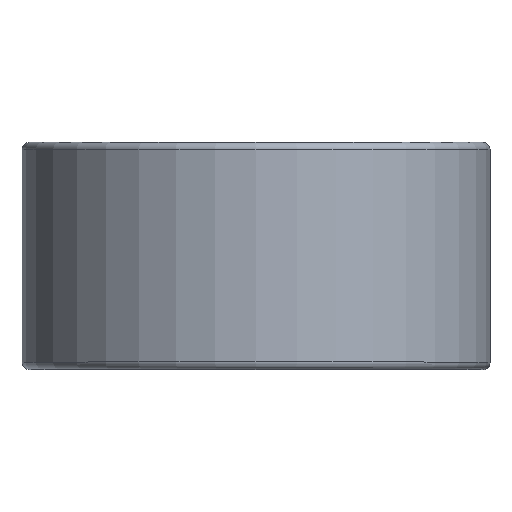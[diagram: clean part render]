
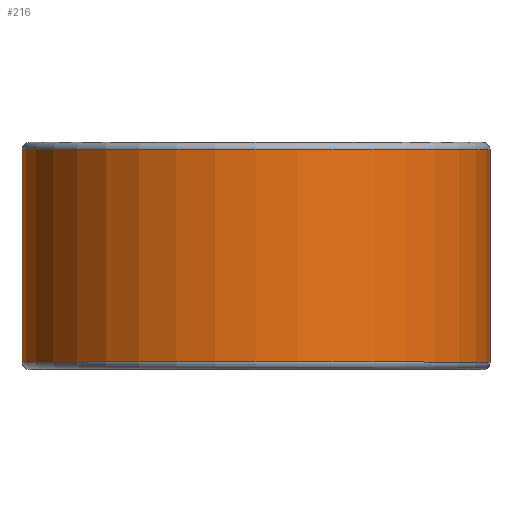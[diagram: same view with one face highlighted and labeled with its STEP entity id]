
A CAD part, top view. The second image highlights one B-rep face of the part: STEP entity #216.
In plain terms, the highlighted cylindrical face has radius 24.536 mm (diameter 49.073 mm), a partial arc.
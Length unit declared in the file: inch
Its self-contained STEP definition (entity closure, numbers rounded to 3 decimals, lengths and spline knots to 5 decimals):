
#90 = FACE_OUTER_BOUND ( 'NONE', #1617, .T. ) ;
#197 = CARTESIAN_POINT ( 'NONE',  ( 0.966, 0.43875, 0. ) ) ;
#216 = ADVANCED_FACE ( 'NONE', ( #90 ), #2124, .T. ) ;
#337 = VERTEX_POINT ( 'NONE', #1229 ) ;
#402 = ORIENTED_EDGE ( 'NONE', *, *, #422, .T. ) ;
#422 = EDGE_CURVE ( 'NONE', #2221, #1979, #704, .T. ) ;
#427 = CARTESIAN_POINT ( 'NONE',  ( 0., 0.43875, 0. ) ) ;
#497 = DIRECTION ( 'NONE',  ( 0., 1., 0. ) ) ;
#520 = DIRECTION ( 'NONE',  ( 0., -1., 0. ) ) ;
#522 = CARTESIAN_POINT ( 'NONE',  ( 0., 0.4375, 0. ) ) ;
#582 = DIRECTION ( 'NONE',  ( 0., 0., -1. ) ) ;
#635 = VERTEX_POINT ( 'NONE', #1006 ) ;
#704 = LINE ( 'NONE', #707, #1580 ) ;
#707 = CARTESIAN_POINT ( 'NONE',  ( 0.966, 0.43875, 0. ) ) ;
#766 = CARTESIAN_POINT ( 'NONE',  ( 0.966, -0.43875, 0. ) ) ;
#769 = AXIS2_PLACEMENT_3D ( 'NONE', #1622, #520, #1797 ) ;
#863 = CARTESIAN_POINT ( 'NONE',  ( 0., 0.43875, -0.966 ) ) ;
#882 = DIRECTION ( 'NONE',  ( 0., -1., 0. ) ) ;
#900 = DIRECTION ( 'NONE',  ( 0., 1., 0. ) ) ;
#956 = ORIENTED_EDGE ( 'NONE', *, *, #2182, .T. ) ;
#1006 = CARTESIAN_POINT ( 'NONE',  ( 0., -0.43875, -0.966 ) ) ;
#1077 = ORIENTED_EDGE ( 'NONE', *, *, #1113, .F. ) ;
#1113 = EDGE_CURVE ( 'NONE', #2221, #635, #1176, .T. ) ;
#1176 = CIRCLE ( 'NONE', #769, 0.966 ) ;
#1229 = CARTESIAN_POINT ( 'NONE',  ( 0., 0.43875, -0.966 ) ) ;
#1344 = CIRCLE ( 'NONE', #2120, 0.966 ) ;
#1411 = EDGE_CURVE ( 'NONE', #635, #337, #2344, .T. ) ;
#1580 = VECTOR ( 'NONE', #900, 39.37008 ) ;
#1617 = EDGE_LOOP ( 'NONE', ( #402, #956, #2148, #1077 ) ) ;
#1622 = CARTESIAN_POINT ( 'NONE',  ( 0., -0.43875, 0. ) ) ;
#1695 = DIRECTION ( 'NONE',  ( 0., -1., 0. ) ) ;
#1749 = VECTOR ( 'NONE', #497, 39.37008 ) ;
#1797 = DIRECTION ( 'NONE',  ( 0., 0., -1. ) ) ;
#1979 = VERTEX_POINT ( 'NONE', #197 ) ;
#2007 = AXIS2_PLACEMENT_3D ( 'NONE', #522, #882, #2180 ) ;
#2120 = AXIS2_PLACEMENT_3D ( 'NONE', #427, #1695, #582 ) ;
#2124 = CYLINDRICAL_SURFACE ( 'NONE', #2007, 0.966 ) ;
#2148 = ORIENTED_EDGE ( 'NONE', *, *, #1411, .F. ) ;
#2180 = DIRECTION ( 'NONE',  ( 0., 0., -1. ) ) ;
#2182 = EDGE_CURVE ( 'NONE', #1979, #337, #1344, .T. ) ;
#2221 = VERTEX_POINT ( 'NONE', #766 ) ;
#2344 = LINE ( 'NONE', #863, #1749 ) ;
